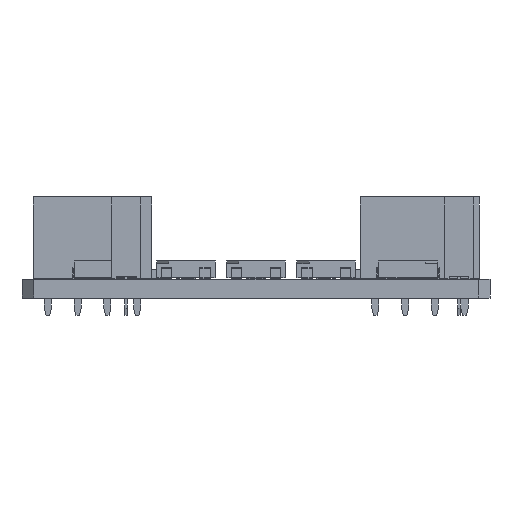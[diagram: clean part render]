
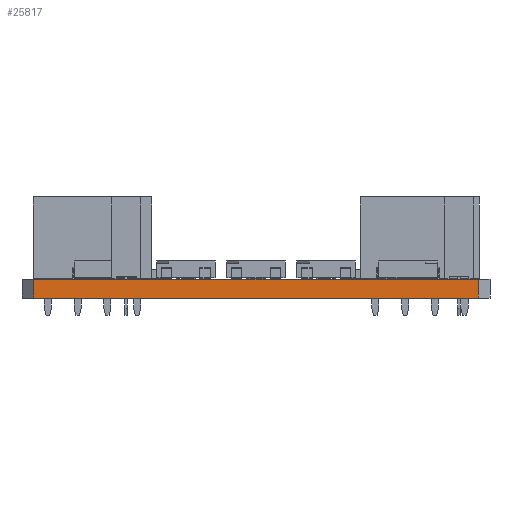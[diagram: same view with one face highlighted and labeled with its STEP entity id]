
A CAD part, front view. The second image highlights one B-rep face of the part: STEP entity #25817.
In plain terms, the highlighted planar face has unit normal (0, -1, 0).
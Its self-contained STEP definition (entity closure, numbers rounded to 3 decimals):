
#24279 = PLANE('',#24280);
#24280 = AXIS2_PLACEMENT_3D('',#24281,#24282,#24283);
#24281 = CARTESIAN_POINT('',(1.041,0.037,0.));
#24282 = DIRECTION('',(-0.707,-0.707,0.));
#24283 = DIRECTION('',(-0.707,0.707,0.));
#24307 = PLANE('',#24308);
#24308 = AXIS2_PLACEMENT_3D('',#24309,#24310,#24311);
#24309 = CARTESIAN_POINT('',(20.041,33.037,1.6));
#24310 = DIRECTION('',(0.,0.,-1.));
#24311 = DIRECTION('',(-1.,0.,0.));
#24361 = PLANE('',#24362);
#24362 = AXIS2_PLACEMENT_3D('',#24363,#24364,#24365);
#24363 = CARTESIAN_POINT('',(20.041,33.037,0.));
#24364 = DIRECTION('',(0.,0.,-1.));
#24365 = DIRECTION('',(-1.,0.,0.));
#24376 = EDGE_CURVE('',#24377,#24379,#24381,.T.);
#24377 = VERTEX_POINT('',#24378);
#24378 = CARTESIAN_POINT('',(1.041,0.037,0.));
#24379 = VERTEX_POINT('',#24380);
#24380 = CARTESIAN_POINT('',(1.041,0.037,1.6));
#24381 = SURFACE_CURVE('',#24382,(#24386,#24393),.PCURVE_S1.);
#24382 = LINE('',#24383,#24384);
#24383 = CARTESIAN_POINT('',(1.041,0.037,0.));
#24384 = VECTOR('',#24385,1.);
#24385 = DIRECTION('',(0.,0.,1.));
#24386 = PCURVE('',#24279,#24387);
#24387 = DEFINITIONAL_REPRESENTATION('',(#24388),#24392);
#24388 = LINE('',#24389,#24390);
#24389 = CARTESIAN_POINT('',(0.,0.));
#24390 = VECTOR('',#24391,1.);
#24391 = DIRECTION('',(0.,-1.));
#24392 = ( GEOMETRIC_REPRESENTATION_CONTEXT(2) 
PARAMETRIC_REPRESENTATION_CONTEXT() REPRESENTATION_CONTEXT('2D SPACE',''
  ) );
#24393 = PCURVE('',#24394,#24399);
#24394 = PLANE('',#24395);
#24395 = AXIS2_PLACEMENT_3D('',#24396,#24397,#24398);
#24396 = CARTESIAN_POINT('',(39.041,0.037,0.));
#24397 = DIRECTION('',(0.,-1.,0.));
#24398 = DIRECTION('',(-1.,0.,0.));
#24399 = DEFINITIONAL_REPRESENTATION('',(#24400),#24404);
#24400 = LINE('',#24401,#24402);
#24401 = CARTESIAN_POINT('',(38.,0.));
#24402 = VECTOR('',#24403,1.);
#24403 = DIRECTION('',(0.,-1.));
#24404 = ( GEOMETRIC_REPRESENTATION_CONTEXT(2) 
PARAMETRIC_REPRESENTATION_CONTEXT() REPRESENTATION_CONTEXT('2D SPACE',''
  ) );
#24610 = VERTEX_POINT('',#24611);
#24611 = CARTESIAN_POINT('',(39.041,0.037,0.));
#24625 = PLANE('',#24626);
#24626 = AXIS2_PLACEMENT_3D('',#24627,#24628,#24629);
#24627 = CARTESIAN_POINT('',(40.041,1.037,0.));
#24628 = DIRECTION('',(0.707,-0.707,0.));
#24629 = DIRECTION('',(-0.707,-0.707,0.));
#24637 = EDGE_CURVE('',#24610,#24377,#24638,.T.);
#24638 = SURFACE_CURVE('',#24639,(#24643,#24650),.PCURVE_S1.);
#24639 = LINE('',#24640,#24641);
#24640 = CARTESIAN_POINT('',(39.041,0.037,0.));
#24641 = VECTOR('',#24642,1.);
#24642 = DIRECTION('',(-1.,0.,0.));
#24643 = PCURVE('',#24361,#24644);
#24644 = DEFINITIONAL_REPRESENTATION('',(#24645),#24649);
#24645 = LINE('',#24646,#24647);
#24646 = CARTESIAN_POINT('',(-19.,-33.));
#24647 = VECTOR('',#24648,1.);
#24648 = DIRECTION('',(1.,0.));
#24649 = ( GEOMETRIC_REPRESENTATION_CONTEXT(2) 
PARAMETRIC_REPRESENTATION_CONTEXT() REPRESENTATION_CONTEXT('2D SPACE',''
  ) );
#24650 = PCURVE('',#24394,#24651);
#24651 = DEFINITIONAL_REPRESENTATION('',(#24652),#24656);
#24652 = LINE('',#24653,#24654);
#24653 = CARTESIAN_POINT('',(0.,0.));
#24654 = VECTOR('',#24655,1.);
#24655 = DIRECTION('',(1.,0.));
#24656 = ( GEOMETRIC_REPRESENTATION_CONTEXT(2) 
PARAMETRIC_REPRESENTATION_CONTEXT() REPRESENTATION_CONTEXT('2D SPACE',''
  ) );
#25294 = VERTEX_POINT('',#25295);
#25295 = CARTESIAN_POINT('',(39.041,0.037,1.6));
#25316 = EDGE_CURVE('',#25294,#24379,#25317,.T.);
#25317 = SURFACE_CURVE('',#25318,(#25322,#25329),.PCURVE_S1.);
#25318 = LINE('',#25319,#25320);
#25319 = CARTESIAN_POINT('',(39.041,0.037,1.6));
#25320 = VECTOR('',#25321,1.);
#25321 = DIRECTION('',(-1.,0.,0.));
#25322 = PCURVE('',#24307,#25323);
#25323 = DEFINITIONAL_REPRESENTATION('',(#25324),#25328);
#25324 = LINE('',#25325,#25326);
#25325 = CARTESIAN_POINT('',(-19.,-33.));
#25326 = VECTOR('',#25327,1.);
#25327 = DIRECTION('',(1.,0.));
#25328 = ( GEOMETRIC_REPRESENTATION_CONTEXT(2) 
PARAMETRIC_REPRESENTATION_CONTEXT() REPRESENTATION_CONTEXT('2D SPACE',''
  ) );
#25329 = PCURVE('',#24394,#25330);
#25330 = DEFINITIONAL_REPRESENTATION('',(#25331),#25335);
#25331 = LINE('',#25332,#25333);
#25332 = CARTESIAN_POINT('',(0.,-1.6));
#25333 = VECTOR('',#25334,1.);
#25334 = DIRECTION('',(1.,0.));
#25335 = ( GEOMETRIC_REPRESENTATION_CONTEXT(2) 
PARAMETRIC_REPRESENTATION_CONTEXT() REPRESENTATION_CONTEXT('2D SPACE',''
  ) );
#25817 = ADVANCED_FACE('',(#25818),#24394,.T.);
#25818 = FACE_BOUND('',#25819,.T.);
#25819 = EDGE_LOOP('',(#25820,#25841,#25842,#25843));
#25820 = ORIENTED_EDGE('',*,*,#25821,.T.);
#25821 = EDGE_CURVE('',#24610,#25294,#25822,.T.);
#25822 = SURFACE_CURVE('',#25823,(#25827,#25834),.PCURVE_S1.);
#25823 = LINE('',#25824,#25825);
#25824 = CARTESIAN_POINT('',(39.041,0.037,0.));
#25825 = VECTOR('',#25826,1.);
#25826 = DIRECTION('',(0.,0.,1.));
#25827 = PCURVE('',#24394,#25828);
#25828 = DEFINITIONAL_REPRESENTATION('',(#25829),#25833);
#25829 = LINE('',#25830,#25831);
#25830 = CARTESIAN_POINT('',(0.,0.));
#25831 = VECTOR('',#25832,1.);
#25832 = DIRECTION('',(0.,-1.));
#25833 = ( GEOMETRIC_REPRESENTATION_CONTEXT(2) 
PARAMETRIC_REPRESENTATION_CONTEXT() REPRESENTATION_CONTEXT('2D SPACE',''
  ) );
#25834 = PCURVE('',#24625,#25835);
#25835 = DEFINITIONAL_REPRESENTATION('',(#25836),#25840);
#25836 = LINE('',#25837,#25838);
#25837 = CARTESIAN_POINT('',(1.414,0.));
#25838 = VECTOR('',#25839,1.);
#25839 = DIRECTION('',(0.,-1.));
#25840 = ( GEOMETRIC_REPRESENTATION_CONTEXT(2) 
PARAMETRIC_REPRESENTATION_CONTEXT() REPRESENTATION_CONTEXT('2D SPACE',''
  ) );
#25841 = ORIENTED_EDGE('',*,*,#25316,.T.);
#25842 = ORIENTED_EDGE('',*,*,#24376,.F.);
#25843 = ORIENTED_EDGE('',*,*,#24637,.F.);
